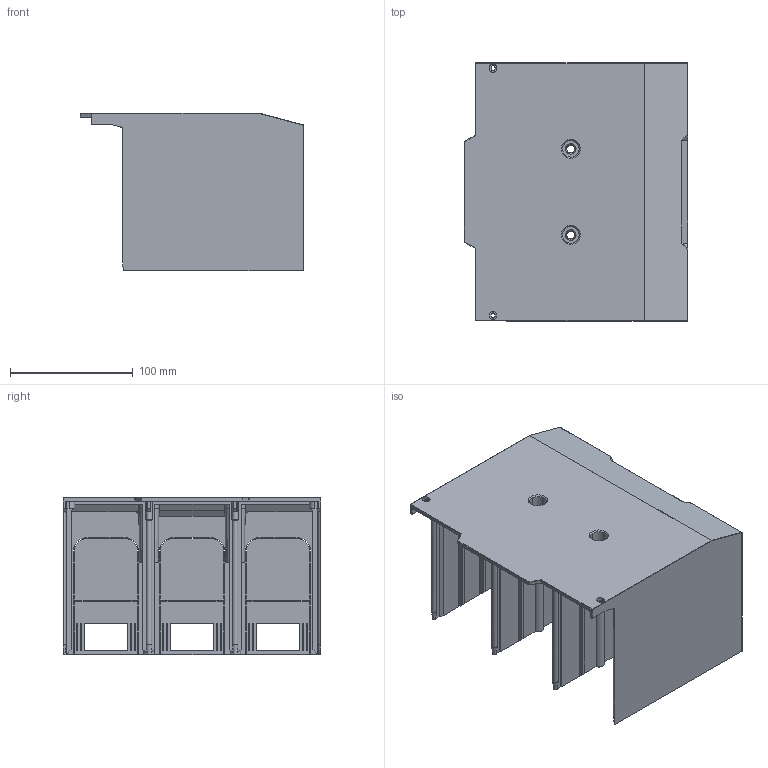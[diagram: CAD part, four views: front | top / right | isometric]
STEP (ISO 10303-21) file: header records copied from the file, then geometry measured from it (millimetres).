
FILE_DESCRIPTION(/* description */ (''),/* implementation_level */ '2;1');
FILE_NAME(/* name */ 'FILE_STP_CAD_DRAWING_3D_P5X833L_prt.stp',/* time_stamp */ '2025-07-28T15:35:31+02:00',/* author */ (''),/* organization */ (''),/* preprocessor_version */ 'ST-DEVELOPER v20',/* originating_system */ 'SIEMENS PLM Software NX2406.8500',/* authorisation */ '');
FILE_SCHEMA (('AUTOMOTIVE_DESIGN { 1 0 10303 214 3 1 1 1 }'));
Length unit declared in the file: millimetre
Products named in the file (1): 3D_P5X833L
Bounding box: 181.5 x 209.6 x 127.8 mm (x, y, z)
Volume: 364170.1 mm3; surface area: 297771.1 mm2
Topology: 1 solids, 1 shells, 638 faces, 1834 edges, 1166 vertices
Faces by surface type: plane 412, cylinder 150, torus 26, sphere 24, cone 18, bspline 8
Entity records: 21372 total; most frequent: CARTESIAN_POINT 4612, ORIENTED_EDGE 3668, DIRECTION 3215, EDGE_CURVE 1834, LINE 1415, VECTOR 1415, VERTEX_POINT 1166, AXIS2_PLACEMENT_3D 900
